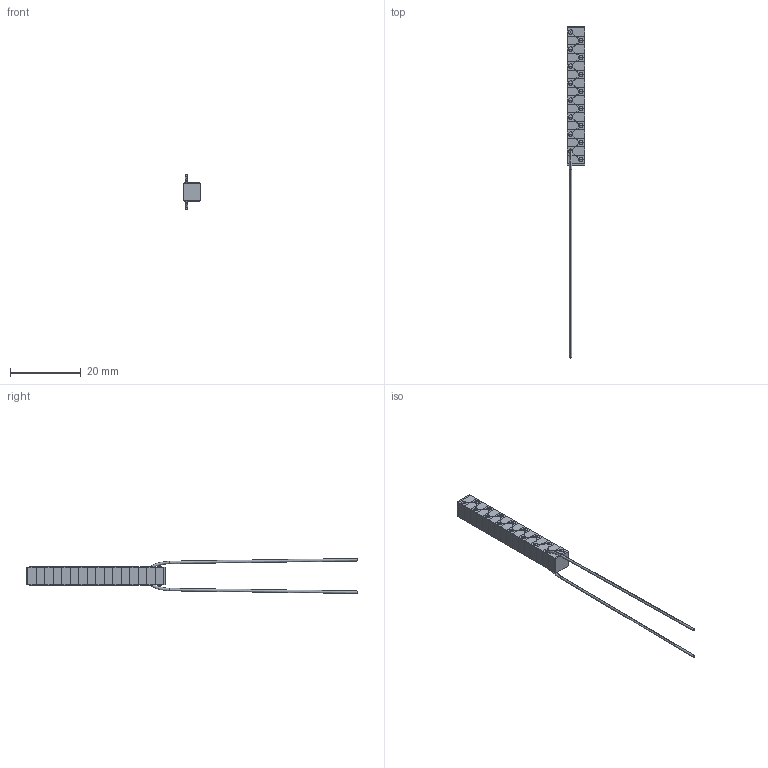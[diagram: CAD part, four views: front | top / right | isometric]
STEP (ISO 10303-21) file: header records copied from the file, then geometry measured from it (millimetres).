
FILE_DESCRIPTION (( 'STEP AP214' ), '1' );
FILE_NAME ('PK2FVP2.STEP', '2014-07-31T07:01:49', ( '' ), ( '' ), 'SwSTEP 2.0', 'SolidWorks 2012', '' );
FILE_SCHEMA (( 'AUTOMOTIVE_DESIGN' ));
Length unit declared in the file: millimetre
Products named in the file (1): PK2FVP2
Bounding box: 5 x 93.68 x 9.87 mm (x, y, z)
Volume: 1034 mm3; surface area: 2006.5 mm2
Topology: 27 solids, 27 shells, 346 faces, 737 edges, 451 vertices
Faces by surface type: plane 149, cylinder 138, sphere 55, bspline 4
Entity records: 11449 total; most frequent: CARTESIAN_POINT 2461, DIRECTION 1557, ORIENTED_EDGE 1474, EDGE_CURVE 737, AXIS2_PLACEMENT_3D 585, VERTEX_POINT 451, VECTOR 387, LINE 387
